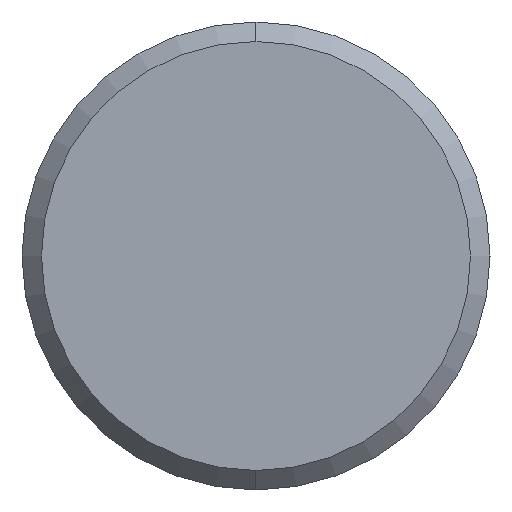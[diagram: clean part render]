
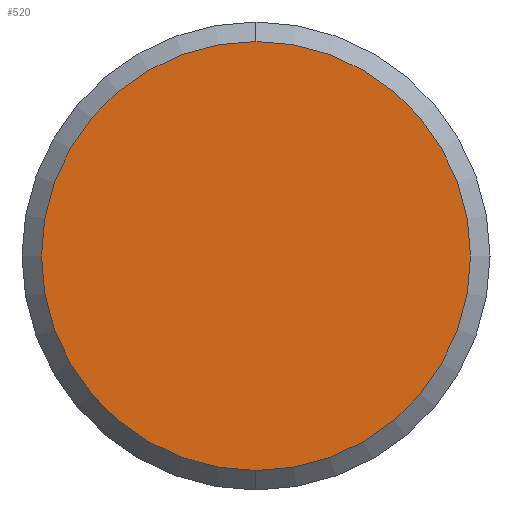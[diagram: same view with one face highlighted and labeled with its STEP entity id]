
A CAD part, left-side view. The second image highlights one B-rep face of the part: STEP entity #520.
In plain terms, the highlighted face is planar.
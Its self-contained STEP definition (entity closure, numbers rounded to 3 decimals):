
#242=CARTESIAN_POINT('',(0.,0.,0.));
#243=DIRECTION('',(0.,0.,1.));
#244=DIRECTION('',(-1.,0.,0.));
#245=AXIS2_PLACEMENT_3D('',#242,#243,#244);
#250=CARTESIAN_POINT('',(0.,0.,0.));
#251=DIRECTION('',(0.,0.,-1.));
#252=DIRECTION('',(-1.,0.,0.));
#253=AXIS2_PLACEMENT_3D('',#250,#251,#252);
#259=CARTESIAN_POINT('',(-2.75,0.,0.));
#261=VERTEX_POINT('',#259);
#263=CARTESIAN_POINT('',(2.75,0.,0.));
#265=VERTEX_POINT('',#263);
#511=CARTESIAN_POINT('',(0.,0.,0.));
#512=DIRECTION('',(0.,0.,-1.));
#513=DIRECTION('',(1.,0.,0.));
#514=AXIS2_PLACEMENT_3D('',#511,#512,#513);
#515=PLANE('',#514);
#516=ORIENTED_EDGE('',*,*,#476,.F.);
#517=ORIENTED_EDGE('',*,*,#499,.T.);
#518=EDGE_LOOP('',(#516,#517));
#519=FACE_OUTER_BOUND('',#518,.F.);
#246=CIRCLE('',#245,2.75);
#254=CIRCLE('',#253,2.75);
#476=EDGE_CURVE('',#261,#265,#246,.T.);
#499=EDGE_CURVE('',#261,#265,#254,.T.);
#520=ADVANCED_FACE('',(#519),#515,.F.);
